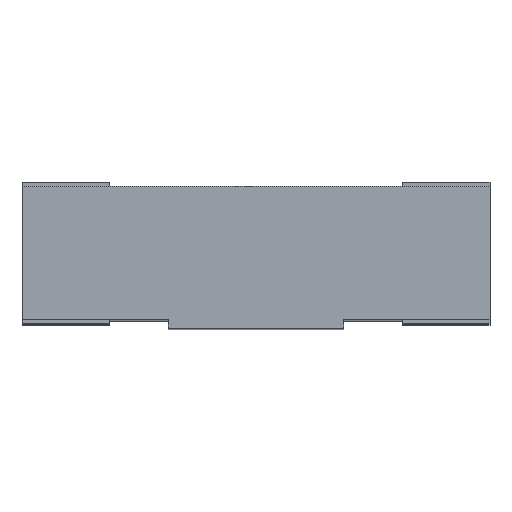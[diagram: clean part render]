
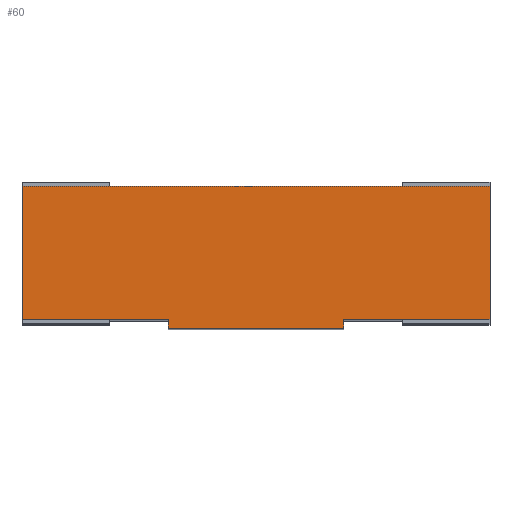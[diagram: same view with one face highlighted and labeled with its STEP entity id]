
A CAD part, top view. The second image highlights one B-rep face of the part: STEP entity #60.
In plain terms, the highlighted planar face has unit normal (0, 0, 1).
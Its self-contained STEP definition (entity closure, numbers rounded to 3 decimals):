
#60=ADVANCED_FACE('',(#173),#174,.T.);
#173=FACE_OUTER_BOUND('',#369,.T.);
#174=PLANE('',#370);
#369=EDGE_LOOP('',(#671,#672,#673,#674,#675,#676,#677,#678));
#370=AXIS2_PLACEMENT_3D('',#679,#680,#681);
#671=ORIENTED_EDGE('',*,*,#1490,.T.);
#672=ORIENTED_EDGE('',*,*,#1491,.T.);
#673=ORIENTED_EDGE('',*,*,#1492,.T.);
#674=ORIENTED_EDGE('',*,*,#1466,.T.);
#675=ORIENTED_EDGE('',*,*,#1489,.T.);
#676=ORIENTED_EDGE('',*,*,#1487,.F.);
#677=ORIENTED_EDGE('',*,*,#1485,.F.);
#678=ORIENTED_EDGE('',*,*,#1464,.T.);
#679=CARTESIAN_POINT('',(0.0,0.0,3.2));
#680=DIRECTION('',(0.0,0.0,1.0));
#681=DIRECTION('',(1.0,-0.0,0.0));
#1464=EDGE_CURVE('',#1809,#1807,#1810,.T.);
#1466=EDGE_CURVE('',#1812,#1813,#1814,.T.);
#1485=EDGE_CURVE('',#1809,#1849,#1850,.T.);
#1487=EDGE_CURVE('',#1849,#1852,#1853,.T.);
#1489=EDGE_CURVE('',#1813,#1852,#1855,.T.);
#1490=EDGE_CURVE('',#1807,#1856,#1857,.T.);
#1491=EDGE_CURVE('',#1856,#1858,#1859,.T.);
#1492=EDGE_CURVE('',#1858,#1812,#1860,.T.);
#1807=VERTEX_POINT('',#2327);
#1809=VERTEX_POINT('',#2330);
#1810=LINE('',#2331,#2332);
#1812=VERTEX_POINT('',#2335);
#1813=VERTEX_POINT('',#2336);
#1814=LINE('',#2337,#2338);
#1849=VERTEX_POINT('',#2391);
#1850=LINE('',#2392,#2393);
#1852=VERTEX_POINT('',#2396);
#1853=LINE('',#2397,#2398);
#1855=LINE('',#2401,#2402);
#1856=VERTEX_POINT('',#2403);
#1857=LINE('',#2404,#2405);
#1858=VERTEX_POINT('',#2406);
#1859=LINE('',#2407,#2408);
#1860=LINE('',#2409,#2410);
#2327=CARTESIAN_POINT('',(0.8,-0.228,3.2));
#2330=CARTESIAN_POINT('',(0.3,-0.228,3.2));
#2331=CARTESIAN_POINT('',(0.3,-0.228,3.2));
#2332=VECTOR('',#3000,0.5);
#2335=CARTESIAN_POINT('',(-0.8,-0.228,3.2));
#2336=CARTESIAN_POINT('',(-0.3,-0.228,3.2));
#2337=CARTESIAN_POINT('',(-0.8,-0.228,3.2));
#2338=VECTOR('',#3002,0.5);
#2391=CARTESIAN_POINT('',(0.3,-0.258,3.2));
#2392=CARTESIAN_POINT('',(0.3,-0.228,3.2));
#2393=VECTOR('',#3021,0.03);
#2396=CARTESIAN_POINT('',(-0.3,-0.258,3.2));
#2397=CARTESIAN_POINT('',(0.3,-0.258,3.2));
#2398=VECTOR('',#3023,0.6);
#2401=CARTESIAN_POINT('',(-0.3,-0.228,3.2));
#2402=VECTOR('',#3025,0.03);
#2403=CARTESIAN_POINT('',(0.8,0.228,3.2));
#2404=CARTESIAN_POINT('',(0.8,-0.228,3.2));
#2405=VECTOR('',#3026,0.455);
#2406=CARTESIAN_POINT('',(-0.8,0.228,3.2));
#2407=CARTESIAN_POINT('',(0.8,0.228,3.2));
#2408=VECTOR('',#3027,1.6);
#2409=CARTESIAN_POINT('',(-0.8,0.228,3.2));
#2410=VECTOR('',#3028,0.455);
#3000=DIRECTION('',(1.0,0.0,0.0));
#3002=DIRECTION('',(1.0,0.0,0.0));
#3021=DIRECTION('',(0.0,-1.0,0.0));
#3023=DIRECTION('',(-1.0,0.0,0.0));
#3025=DIRECTION('',(0.0,-1.0,0.0));
#3026=DIRECTION('',(0.0,1.0,0.0));
#3027=DIRECTION('',(-1.0,0.0,0.0));
#3028=DIRECTION('',(0.0,-1.0,0.0));
